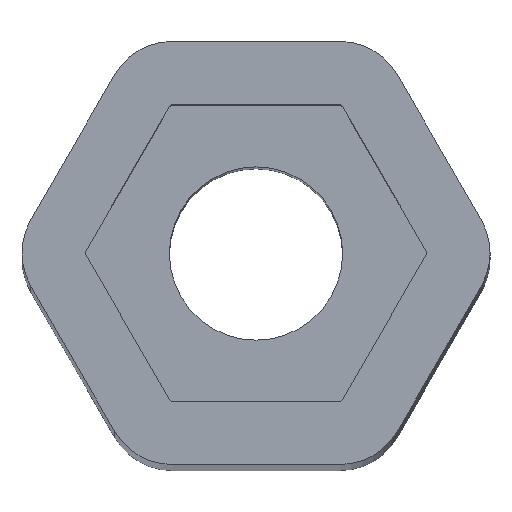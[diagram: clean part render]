
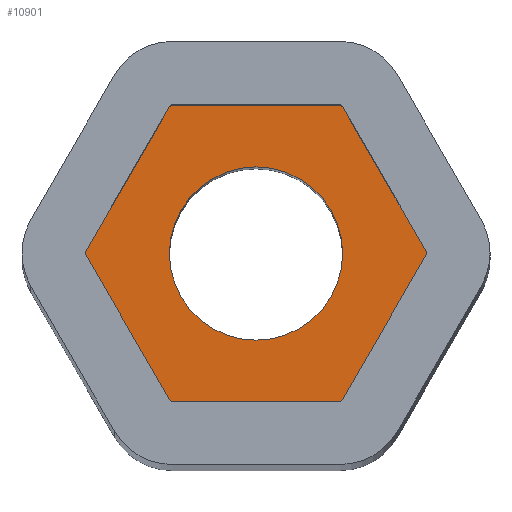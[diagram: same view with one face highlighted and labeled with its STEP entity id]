
A CAD part, top view. The second image highlights one B-rep face of the part: STEP entity #10901.
In plain terms, the highlighted planar face has unit normal (0, 0, 1).
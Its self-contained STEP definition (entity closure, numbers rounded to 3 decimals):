
#174 = EDGE_CURVE ( 'NONE', #8387, #2058, #18605, .T. ) ;
#312 = ORIENTED_EDGE ( 'NONE', *, *, #1232, .T. ) ;
#342 = EDGE_CURVE ( 'NONE', #12279, #1334, #18110, .T. ) ;
#588 = CARTESIAN_POINT ( 'NONE',  ( -2.598, 4.4, 67.5 ) ) ;
#611 = DIRECTION ( 'NONE',  ( 0., 0., 1. ) ) ;
#984 = AXIS2_PLACEMENT_3D ( 'NONE', #18342, #11061, #15545 ) ;
#1040 = ORIENTED_EDGE ( 'NONE', *, *, #16979, .T. ) ;
#1232 = EDGE_CURVE ( 'NONE', #1334, #11383, #15331, .T. ) ;
#1264 = CIRCLE ( 'NONE', #7642, 0.1 ) ;
#1334 = VERTEX_POINT ( 'NONE', #7322 ) ;
#1379 = DIRECTION ( 'NONE',  ( 1., 0., 0. ) ) ;
#1392 = DIRECTION ( 'NONE',  ( 1., 0., 0. ) ) ;
#1630 = CARTESIAN_POINT ( 'NONE',  ( 5.023, 0., 67.5 ) ) ;
#1975 = CIRCLE ( 'NONE', #13588, 0.1 ) ;
#2058 = VERTEX_POINT ( 'NONE', #16299 ) ;
#2493 = VECTOR ( 'NONE', #3744, 1000. ) ;
#3095 = DIRECTION ( 'NONE',  ( 1., 0., 0. ) ) ;
#3478 = DIRECTION ( 'NONE',  ( 0., 0., 1. ) ) ;
#3722 = VECTOR ( 'NONE', #18277, 1000. ) ;
#3744 = DIRECTION ( 'NONE',  ( 0.5, 0.866, 0. ) ) ;
#3923 = EDGE_LOOP ( 'NONE', ( #312, #1040, #5264, #10161, #8036, #14257, #9442, #7401, #7478, #4865, #6857, #13115, #14966 ) ) ;
#3933 = CARTESIAN_POINT ( 'NONE',  ( 5.11, 0.05, 67.5 ) ) ;
#4014 = DIRECTION ( 'NONE',  ( -0.5, 0.866, 0. ) ) ;
#4059 = VECTOR ( 'NONE', #1392, 1000. ) ;
#4103 = EDGE_CURVE ( 'NONE', #7238, #6664, #8931, .T. ) ;
#4342 = VECTOR ( 'NONE', #4014, 1000. ) ;
#4406 = CARTESIAN_POINT ( 'NONE',  ( 2.511, -4.35, 67.5 ) ) ;
#4431 = DIRECTION ( 'NONE',  ( 0., 0., 1. ) ) ;
#4452 = EDGE_CURVE ( 'NONE', #16119, #9586, #1264, .T. ) ;
#4567 = EDGE_CURVE ( 'NONE', #11066, #8387, #10385, .T. ) ;
#4703 = CARTESIAN_POINT ( 'NONE',  ( -2.6, 0., 67.5 ) ) ;
#4865 = ORIENTED_EDGE ( 'NONE', *, *, #174, .T. ) ;
#4959 = CARTESIAN_POINT ( 'NONE',  ( -5.11, 0.05, 67.5 ) ) ;
#5119 = PLANE ( 'NONE',  #17112 ) ;
#5264 = ORIENTED_EDGE ( 'NONE', *, *, #4452, .T. ) ;
#5356 = EDGE_CURVE ( 'NONE', #8347, #13071, #8758, .T. ) ;
#5929 = AXIS2_PLACEMENT_3D ( 'NONE', #17059, #611, #12624 ) ;
#6529 = CARTESIAN_POINT ( 'NONE',  ( 2.6, 0., 67.5 ) ) ;
#6664 = VERTEX_POINT ( 'NONE', #7585 ) ;
#6674 = DIRECTION ( 'NONE',  ( 0., 0., 1. ) ) ;
#6704 = LINE ( 'NONE', #17958, #2493 ) ;
#6857 = ORIENTED_EDGE ( 'NONE', *, *, #14273, .T. ) ;
#7226 = ORIENTED_EDGE ( 'NONE', *, *, #5356, .T. ) ;
#7238 = VERTEX_POINT ( 'NONE', #14892 ) ;
#7322 = CARTESIAN_POINT ( 'NONE',  ( 2.511, -4.45, 67.5 ) ) ;
#7401 = ORIENTED_EDGE ( 'NONE', *, *, #11604, .T. ) ;
#7478 = ORIENTED_EDGE ( 'NONE', *, *, #4567, .T. ) ;
#7480 = EDGE_CURVE ( 'NONE', #9758, #12279, #1975, .T. ) ;
#7585 = CARTESIAN_POINT ( 'NONE',  ( -2.511, 4.45, 67.5 ) ) ;
#7616 = EDGE_CURVE ( 'NONE', #13071, #8347, #16743, .T. ) ;
#7642 = AXIS2_PLACEMENT_3D ( 'NONE', #1630, #15000, #12034 ) ;
#8036 = ORIENTED_EDGE ( 'NONE', *, *, #10209, .T. ) ;
#8124 = DIRECTION ( 'NONE',  ( 1., 0., 0. ) ) ;
#8347 = VERTEX_POINT ( 'NONE', #4703 ) ;
#8380 = CARTESIAN_POINT ( 'NONE',  ( 2.598, -4.4, 67.5 ) ) ;
#8387 = VERTEX_POINT ( 'NONE', #4959 ) ;
#8586 = DIRECTION ( 'NONE',  ( 1., 0., 0. ) ) ;
#8758 = CIRCLE ( 'NONE', #984, 2.6 ) ;
#8931 = LINE ( 'NONE', #19228, #9391 ) ;
#9010 = FACE_BOUND ( 'NONE', #9325, .T. ) ;
#9128 = AXIS2_PLACEMENT_3D ( 'NONE', #11994, #12066, #3095 ) ;
#9325 = EDGE_LOOP ( 'NONE', ( #7226, #11589 ) ) ;
#9391 = VECTOR ( 'NONE', #17514, 1000. ) ;
#9442 = ORIENTED_EDGE ( 'NONE', *, *, #4103, .T. ) ;
#9530 = DIRECTION ( 'NONE',  ( 1., 0., 0. ) ) ;
#9586 = VERTEX_POINT ( 'NONE', #13995 ) ;
#9596 = DIRECTION ( 'NONE',  ( 1., 0., 0. ) ) ;
#9727 = CARTESIAN_POINT ( 'NONE',  ( 0., 0., 67.5 ) ) ;
#9758 = VERTEX_POINT ( 'NONE', #17185 ) ;
#10015 = CARTESIAN_POINT ( 'NONE',  ( 5.11, 0.05, 67.5 ) ) ;
#10139 = CIRCLE ( 'NONE', #5929, 0.1 ) ;
#10161 = ORIENTED_EDGE ( 'NONE', *, *, #16666, .T. ) ;
#10209 = EDGE_CURVE ( 'NONE', #14956, #11234, #18395, .T. ) ;
#10385 = LINE ( 'NONE', #19449, #18154 ) ;
#10901 = ADVANCED_FACE ( 'NONE', ( #11577, #9010 ), #5119, .T. ) ;
#11061 = DIRECTION ( 'NONE',  ( 0., 0., -1. ) ) ;
#11066 = VERTEX_POINT ( 'NONE', #588 ) ;
#11193 = CIRCLE ( 'NONE', #12885, 0.1 ) ;
#11234 = VERTEX_POINT ( 'NONE', #17291 ) ;
#11383 = VERTEX_POINT ( 'NONE', #8380 ) ;
#11577 = FACE_OUTER_BOUND ( 'NONE', #3923, .T. ) ;
#11589 = ORIENTED_EDGE ( 'NONE', *, *, #7616, .T. ) ;
#11604 = EDGE_CURVE ( 'NONE', #6664, #11066, #10139, .T. ) ;
#11621 = CIRCLE ( 'NONE', #15661, 0.1 ) ;
#11666 = CARTESIAN_POINT ( 'NONE',  ( -2.511, -4.45, 67.5 ) ) ;
#11899 = AXIS2_PLACEMENT_3D ( 'NONE', #4406, #14889, #1379 ) ;
#11994 = CARTESIAN_POINT ( 'NONE',  ( -5.023, 0., 67.5 ) ) ;
#12034 = DIRECTION ( 'NONE',  ( 1., 0., 0. ) ) ;
#12066 = DIRECTION ( 'NONE',  ( 0., 0., 1. ) ) ;
#12077 = CARTESIAN_POINT ( 'NONE',  ( -2.511, -4.45, 67.5 ) ) ;
#12279 = VERTEX_POINT ( 'NONE', #11666 ) ;
#12624 = DIRECTION ( 'NONE',  ( 1., 0., 0. ) ) ;
#12719 = CARTESIAN_POINT ( 'NONE',  ( -2.511, -4.35, 67.5 ) ) ;
#12885 = AXIS2_PLACEMENT_3D ( 'NONE', #19367, #4431, #14647 ) ;
#13071 = VERTEX_POINT ( 'NONE', #6529 ) ;
#13115 = ORIENTED_EDGE ( 'NONE', *, *, #7480, .T. ) ;
#13461 = AXIS2_PLACEMENT_3D ( 'NONE', #9727, #14152, #9596 ) ;
#13588 = AXIS2_PLACEMENT_3D ( 'NONE', #12719, #3478, #9530 ) ;
#13594 = EDGE_CURVE ( 'NONE', #11234, #7238, #11193, .T. ) ;
#13709 = CARTESIAN_POINT ( 'NONE',  ( -5.11, -0.05, 67.5 ) ) ;
#13995 = CARTESIAN_POINT ( 'NONE',  ( 5.123, 0., 67.5 ) ) ;
#14152 = DIRECTION ( 'NONE',  ( 0., 0., -1. ) ) ;
#14257 = ORIENTED_EDGE ( 'NONE', *, *, #13594, .T. ) ;
#14273 = EDGE_CURVE ( 'NONE', #2058, #9758, #15675, .T. ) ;
#14647 = DIRECTION ( 'NONE',  ( 1., 0., 0. ) ) ;
#14889 = DIRECTION ( 'NONE',  ( 0., 0., 1. ) ) ;
#14892 = CARTESIAN_POINT ( 'NONE',  ( 2.511, 4.45, 67.5 ) ) ;
#14956 = VERTEX_POINT ( 'NONE', #3933 ) ;
#14966 = ORIENTED_EDGE ( 'NONE', *, *, #342, .T. ) ;
#15000 = DIRECTION ( 'NONE',  ( 0., 0., 1. ) ) ;
#15060 = DIRECTION ( 'NONE',  ( -0.5, -0.866, 0. ) ) ;
#15331 = CIRCLE ( 'NONE', #11899, 0.1 ) ;
#15431 = CARTESIAN_POINT ( 'NONE',  ( 5.11, -0.05, 67.5 ) ) ;
#15545 = DIRECTION ( 'NONE',  ( 1., 0., 0. ) ) ;
#15661 = AXIS2_PLACEMENT_3D ( 'NONE', #17502, #19015, #8586 ) ;
#15675 = LINE ( 'NONE', #13709, #3722 ) ;
#16119 = VERTEX_POINT ( 'NONE', #15431 ) ;
#16299 = CARTESIAN_POINT ( 'NONE',  ( -5.11, -0.05, 67.5 ) ) ;
#16666 = EDGE_CURVE ( 'NONE', #9586, #14956, #11621, .T. ) ;
#16743 = CIRCLE ( 'NONE', #13461, 2.6 ) ;
#16964 = CARTESIAN_POINT ( 'NONE',  ( 2.511, -4.35, 67.5 ) ) ;
#16979 = EDGE_CURVE ( 'NONE', #11383, #16119, #6704, .T. ) ;
#17059 = CARTESIAN_POINT ( 'NONE',  ( -2.511, 4.35, 67.5 ) ) ;
#17112 = AXIS2_PLACEMENT_3D ( 'NONE', #16964, #6674, #8124 ) ;
#17185 = CARTESIAN_POINT ( 'NONE',  ( -2.598, -4.4, 67.5 ) ) ;
#17291 = CARTESIAN_POINT ( 'NONE',  ( 2.598, 4.4, 67.5 ) ) ;
#17502 = CARTESIAN_POINT ( 'NONE',  ( 5.023, 0., 67.5 ) ) ;
#17514 = DIRECTION ( 'NONE',  ( -1., 0., 0. ) ) ;
#17958 = CARTESIAN_POINT ( 'NONE',  ( 2.598, -4.4, 67.5 ) ) ;
#18110 = LINE ( 'NONE', #12077, #4059 ) ;
#18154 = VECTOR ( 'NONE', #15060, 1000. ) ;
#18277 = DIRECTION ( 'NONE',  ( 0.5, -0.866, 0. ) ) ;
#18342 = CARTESIAN_POINT ( 'NONE',  ( 0., 0., 67.5 ) ) ;
#18395 = LINE ( 'NONE', #10015, #4342 ) ;
#18605 = CIRCLE ( 'NONE', #9128, 0.1 ) ;
#19015 = DIRECTION ( 'NONE',  ( 0., 0., 1. ) ) ;
#19228 = CARTESIAN_POINT ( 'NONE',  ( 2.511, 4.45, 67.5 ) ) ;
#19367 = CARTESIAN_POINT ( 'NONE',  ( 2.511, 4.35, 67.5 ) ) ;
#19449 = CARTESIAN_POINT ( 'NONE',  ( -2.598, 4.4, 67.5 ) ) ;
